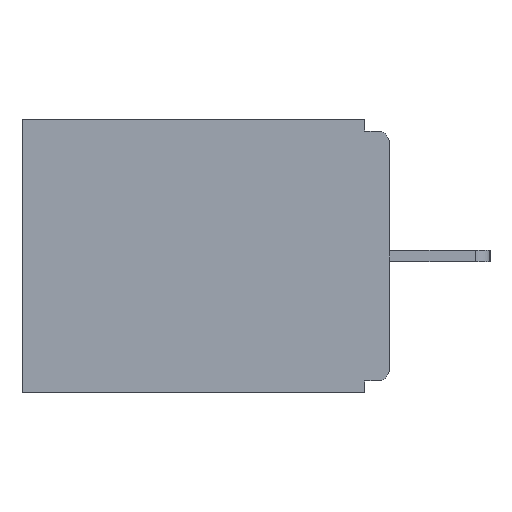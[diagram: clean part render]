
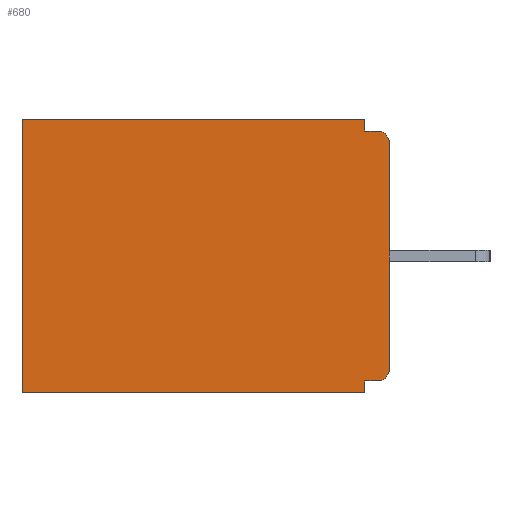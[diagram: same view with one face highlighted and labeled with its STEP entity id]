
A CAD part, left-side view. The second image highlights one B-rep face of the part: STEP entity #680.
In plain terms, the highlighted planar face has unit normal (-1, 0, 0).
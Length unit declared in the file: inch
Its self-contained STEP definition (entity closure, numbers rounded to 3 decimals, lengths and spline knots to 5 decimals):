
#135 = LINE ( 'NONE', #13764, #15339 ) ;
#232 = VECTOR ( 'NONE', #14633, 39.37008 ) ;
#380 = CARTESIAN_POINT ( 'NONE',  ( 0.298, 0.015, -0.328 ) ) ;
#477 = CARTESIAN_POINT ( 'NONE',  ( 0.298, 0., -0.328 ) ) ;
#487 = VERTEX_POINT ( 'NONE', #6585 ) ;
#676 = LINE ( 'NONE', #477, #11695 ) ;
#680 = ADVANCED_FACE ( 'NONE', ( #10260 ), #4682, .F. ) ;
#964 = DIRECTION ( 'NONE',  ( 1., 0., 0. ) ) ;
#1115 = DIRECTION ( 'NONE',  ( 0., 0., -1. ) ) ;
#1138 = DIRECTION ( 'NONE',  ( -1., 0., 0. ) ) ;
#1177 = CARTESIAN_POINT ( 'NONE',  ( 0.298, 0.015, -0.313 ) ) ;
#1378 = ORIENTED_EDGE ( 'NONE', *, *, #17495, .F. ) ;
#1582 = AXIS2_PLACEMENT_3D ( 'NONE', #9521, #964, #8676 ) ;
#2128 = EDGE_CURVE ( 'NONE', #16070, #12452, #8814, .T. ) ;
#2338 = ORIENTED_EDGE ( 'NONE', *, *, #9443, .F. ) ;
#2596 = CARTESIAN_POINT ( 'NONE',  ( 0.298, 0.031, -0.015 ) ) ;
#2797 = VERTEX_POINT ( 'NONE', #9681 ) ;
#2831 = ORIENTED_EDGE ( 'NONE', *, *, #9812, .T. ) ;
#2875 = LINE ( 'NONE', #14819, #14162 ) ;
#4077 = CARTESIAN_POINT ( 'NONE',  ( 0.298, 0., -0.03 ) ) ;
#4122 = EDGE_CURVE ( 'NONE', #12452, #18635, #11761, .T. ) ;
#4381 = VECTOR ( 'NONE', #7779, 39.37008 ) ;
#4682 = PLANE ( 'NONE',  #1582 ) ;
#4966 = ORIENTED_EDGE ( 'NONE', *, *, #11155, .F. ) ;
#4976 = DIRECTION ( 'NONE',  ( 0., -1., 0. ) ) ;
#5669 = EDGE_LOOP ( 'NONE', ( #2831, #17236, #2338, #13679, #13238, #16816, #16392, #1378, #15961, #4966 ) ) ;
#6275 = VERTEX_POINT ( 'NONE', #11656 ) ;
#6445 = VERTEX_POINT ( 'NONE', #2596 ) ;
#6585 = CARTESIAN_POINT ( 'NONE',  ( 0.298, 0., -0.313 ) ) ;
#6948 = CARTESIAN_POINT ( 'NONE',  ( 0.298, 0.015, -0.015 ) ) ;
#6963 = EDGE_CURVE ( 'NONE', #6275, #18635, #135, .T. ) ;
#7130 = LINE ( 'NONE', #8434, #10116 ) ;
#7466 = CARTESIAN_POINT ( 'NONE',  ( 0.298, 0.46, 0. ) ) ;
#7523 = VECTOR ( 'NONE', #17618, 39.37008 ) ;
#7779 = DIRECTION ( 'NONE',  ( 0., 1., 0. ) ) ;
#7844 = CARTESIAN_POINT ( 'NONE',  ( 0.298, 0.46, -0.343 ) ) ;
#8137 = CARTESIAN_POINT ( 'NONE',  ( 0.298, 0., 0. ) ) ;
#8140 = VECTOR ( 'NONE', #14662, 39.37008 ) ;
#8252 = EDGE_CURVE ( 'NONE', #13801, #487, #12533, .T. ) ;
#8434 = CARTESIAN_POINT ( 'NONE',  ( 0.298, 0., -0.015 ) ) ;
#8591 = LINE ( 'NONE', #15588, #8140 ) ;
#8676 = DIRECTION ( 'NONE',  ( 0., 0., -1. ) ) ;
#8814 = LINE ( 'NONE', #8137, #4381 ) ;
#9164 = CARTESIAN_POINT ( 'NONE',  ( 0.298, 0.031, 0. ) ) ;
#9401 = DIRECTION ( 'NONE',  ( 0., 0., -1. ) ) ;
#9443 = EDGE_CURVE ( 'NONE', #16070, #6445, #8591, .T. ) ;
#9521 = CARTESIAN_POINT ( 'NONE',  ( 0.298, 0., 0. ) ) ;
#9681 = CARTESIAN_POINT ( 'NONE',  ( 0.298, 0.031, -0.328 ) ) ;
#9812 = EDGE_CURVE ( 'NONE', #12628, #11163, #9978, .T. ) ;
#9978 = CIRCLE ( 'NONE', #10880, 0.015 ) ;
#10116 = VECTOR ( 'NONE', #4976, 39.37008 ) ;
#10260 = FACE_OUTER_BOUND ( 'NONE', #5669, .T. ) ;
#10787 = DIRECTION ( 'NONE',  ( 0., 1., 0. ) ) ;
#10880 = AXIS2_PLACEMENT_3D ( 'NONE', #11321, #18415, #9401 ) ;
#11155 = EDGE_CURVE ( 'NONE', #12628, #487, #2875, .T. ) ;
#11163 = VERTEX_POINT ( 'NONE', #6948 ) ;
#11321 = CARTESIAN_POINT ( 'NONE',  ( 0.298, 0.015, -0.03 ) ) ;
#11656 = CARTESIAN_POINT ( 'NONE',  ( 0.298, 0.031, -0.343 ) ) ;
#11695 = VECTOR ( 'NONE', #13868, 39.37008 ) ;
#11761 = LINE ( 'NONE', #7466, #232 ) ;
#11830 = EDGE_CURVE ( 'NONE', #6445, #11163, #7130, .T. ) ;
#12452 = VERTEX_POINT ( 'NONE', #14563 ) ;
#12533 = CIRCLE ( 'NONE', #15382, 0.015 ) ;
#12628 = VERTEX_POINT ( 'NONE', #4077 ) ;
#13238 = ORIENTED_EDGE ( 'NONE', *, *, #4122, .T. ) ;
#13565 = CARTESIAN_POINT ( 'NONE',  ( 0.298, 0.031, -0.343 ) ) ;
#13679 = ORIENTED_EDGE ( 'NONE', *, *, #2128, .T. ) ;
#13707 = EDGE_CURVE ( 'NONE', #2797, #6275, #15100, .T. ) ;
#13764 = CARTESIAN_POINT ( 'NONE',  ( 0.298, 0., -0.343 ) ) ;
#13801 = VERTEX_POINT ( 'NONE', #380 ) ;
#13868 = DIRECTION ( 'NONE',  ( 0., 1., 0. ) ) ;
#14162 = VECTOR ( 'NONE', #14799, 39.37008 ) ;
#14563 = CARTESIAN_POINT ( 'NONE',  ( 0.298, 0.46, 0. ) ) ;
#14633 = DIRECTION ( 'NONE',  ( 0., 0., -1. ) ) ;
#14662 = DIRECTION ( 'NONE',  ( 0., 0., -1. ) ) ;
#14799 = DIRECTION ( 'NONE',  ( 0., 0., -1. ) ) ;
#14819 = CARTESIAN_POINT ( 'NONE',  ( 0.298, 0., 0. ) ) ;
#15100 = LINE ( 'NONE', #13565, #7523 ) ;
#15339 = VECTOR ( 'NONE', #10787, 39.37008 ) ;
#15382 = AXIS2_PLACEMENT_3D ( 'NONE', #1177, #1138, #1115 ) ;
#15588 = CARTESIAN_POINT ( 'NONE',  ( 0.298, 0.031, -0.343 ) ) ;
#15961 = ORIENTED_EDGE ( 'NONE', *, *, #8252, .T. ) ;
#16070 = VERTEX_POINT ( 'NONE', #9164 ) ;
#16392 = ORIENTED_EDGE ( 'NONE', *, *, #13707, .F. ) ;
#16816 = ORIENTED_EDGE ( 'NONE', *, *, #6963, .F. ) ;
#17236 = ORIENTED_EDGE ( 'NONE', *, *, #11830, .F. ) ;
#17495 = EDGE_CURVE ( 'NONE', #13801, #2797, #676, .T. ) ;
#17618 = DIRECTION ( 'NONE',  ( 0., 0., -1. ) ) ;
#18415 = DIRECTION ( 'NONE',  ( -1., 0., 0. ) ) ;
#18635 = VERTEX_POINT ( 'NONE', #7844 ) ;
